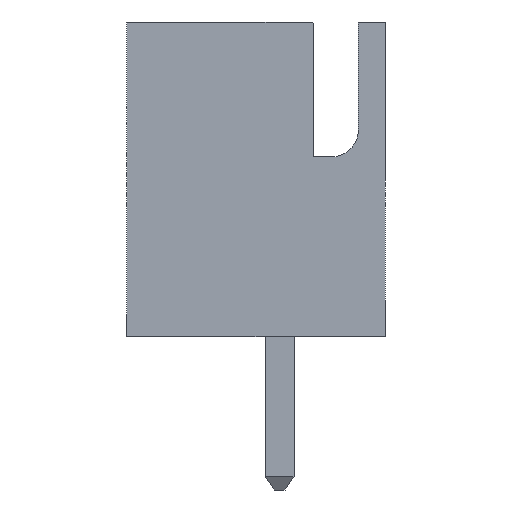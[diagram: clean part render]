
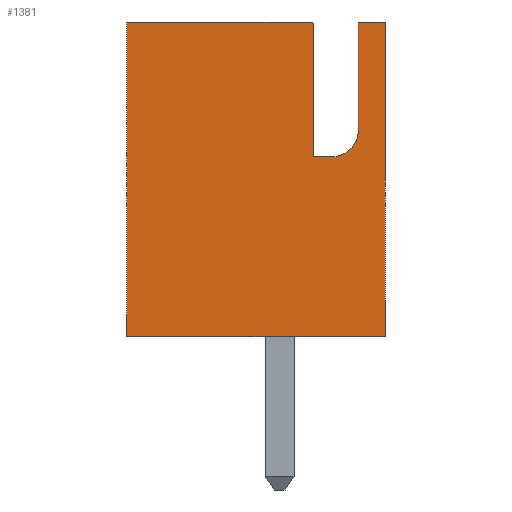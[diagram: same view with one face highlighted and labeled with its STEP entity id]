
A CAD part, left-side view. The second image highlights one B-rep face of the part: STEP entity #1381.
In plain terms, the highlighted planar face has unit normal (-1, 0, 0).
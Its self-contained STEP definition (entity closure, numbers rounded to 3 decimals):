
#279 = VERTEX_POINT('',#280);
#280 = CARTESIAN_POINT('',(-6.2,-2.875,0.));
#286 = EDGE_CURVE('',#279,#287,#289,.T.);
#287 = VERTEX_POINT('',#288);
#288 = CARTESIAN_POINT('',(-6.2,-2.875,7.));
#289 = LINE('',#290,#291);
#290 = CARTESIAN_POINT('',(-6.2,-2.875,0.));
#291 = VECTOR('',#292,1.);
#292 = DIRECTION('',(0.,0.,1.));
#1362 = VERTEX_POINT('',#1363);
#1363 = CARTESIAN_POINT('',(-6.2,-2.275,7.));
#1369 = EDGE_CURVE('',#1362,#287,#1370,.T.);
#1370 = LINE('',#1371,#1372);
#1371 = CARTESIAN_POINT('',(-6.2,2.875,7.));
#1372 = VECTOR('',#1373,1.);
#1373 = DIRECTION('',(0.,-1.,0.));
#1381 = ADVANCED_FACE('',(#1382),#1450,.F.);
#1382 = FACE_BOUND('',#1383,.F.);
#1383 = EDGE_LOOP('',(#1384,#1394,#1402,#1411,#1417,#1418,#1419,#1427,
    #1435,#1443));
#1384 = ORIENTED_EDGE('',*,*,#1385,.F.);
#1385 = EDGE_CURVE('',#1386,#1388,#1390,.T.);
#1386 = VERTEX_POINT('',#1387);
#1387 = CARTESIAN_POINT('',(-6.2,-1.275,4.));
#1388 = VERTEX_POINT('',#1389);
#1389 = CARTESIAN_POINT('',(-6.2,-1.275,6.95));
#1390 = LINE('',#1391,#1392);
#1391 = CARTESIAN_POINT('',(-6.2,-1.275,2.));
#1392 = VECTOR('',#1393,1.);
#1393 = DIRECTION('',(0.,0.,1.));
#1394 = ORIENTED_EDGE('',*,*,#1395,.F.);
#1395 = EDGE_CURVE('',#1396,#1386,#1398,.T.);
#1396 = VERTEX_POINT('',#1397);
#1397 = CARTESIAN_POINT('',(-6.2,-1.675,4.));
#1398 = LINE('',#1399,#1400);
#1399 = CARTESIAN_POINT('',(-6.2,0.6,4.));
#1400 = VECTOR('',#1401,1.);
#1401 = DIRECTION('',(0.,1.,0.));
#1402 = ORIENTED_EDGE('',*,*,#1403,.F.);
#1403 = EDGE_CURVE('',#1404,#1396,#1406,.T.);
#1404 = VERTEX_POINT('',#1405);
#1405 = CARTESIAN_POINT('',(-6.2,-2.275,4.6));
#1406 = CIRCLE('',#1407,0.6);
#1407 = AXIS2_PLACEMENT_3D('',#1408,#1409,#1410);
#1408 = CARTESIAN_POINT('',(-6.2,-1.675,4.6));
#1409 = DIRECTION('',(1.,0.,0.));
#1410 = DIRECTION('',(0.,1.,0.));
#1411 = ORIENTED_EDGE('',*,*,#1412,.F.);
#1412 = EDGE_CURVE('',#1362,#1404,#1413,.T.);
#1413 = LINE('',#1414,#1415);
#1414 = CARTESIAN_POINT('',(-6.2,-2.275,3.5));
#1415 = VECTOR('',#1416,1.);
#1416 = DIRECTION('',(0.,0.,-1.));
#1417 = ORIENTED_EDGE('',*,*,#1369,.T.);
#1418 = ORIENTED_EDGE('',*,*,#286,.F.);
#1419 = ORIENTED_EDGE('',*,*,#1420,.F.);
#1420 = EDGE_CURVE('',#1421,#279,#1423,.T.);
#1421 = VERTEX_POINT('',#1422);
#1422 = CARTESIAN_POINT('',(-6.2,2.875,0.));
#1423 = LINE('',#1424,#1425);
#1424 = CARTESIAN_POINT('',(-6.2,2.875,0.));
#1425 = VECTOR('',#1426,1.);
#1426 = DIRECTION('',(0.,-1.,0.));
#1427 = ORIENTED_EDGE('',*,*,#1428,.T.);
#1428 = EDGE_CURVE('',#1421,#1429,#1431,.T.);
#1429 = VERTEX_POINT('',#1430);
#1430 = CARTESIAN_POINT('',(-6.2,2.875,7.));
#1431 = LINE('',#1432,#1433);
#1432 = CARTESIAN_POINT('',(-6.2,2.875,0.));
#1433 = VECTOR('',#1434,1.);
#1434 = DIRECTION('',(0.,0.,1.));
#1435 = ORIENTED_EDGE('',*,*,#1436,.T.);
#1436 = EDGE_CURVE('',#1429,#1437,#1439,.T.);
#1437 = VERTEX_POINT('',#1438);
#1438 = CARTESIAN_POINT('',(-6.2,-1.225,7.));
#1439 = LINE('',#1440,#1441);
#1440 = CARTESIAN_POINT('',(-6.2,2.875,7.));
#1441 = VECTOR('',#1442,1.);
#1442 = DIRECTION('',(0.,-1.,0.));
#1443 = ORIENTED_EDGE('',*,*,#1444,.T.);
#1444 = EDGE_CURVE('',#1437,#1388,#1445,.T.);
#1445 = CIRCLE('',#1446,0.05);
#1446 = AXIS2_PLACEMENT_3D('',#1447,#1448,#1449);
#1447 = CARTESIAN_POINT('',(-6.2,-1.225,6.95));
#1448 = DIRECTION('',(1.,-0.,0.));
#1449 = DIRECTION('',(0.,0.,-1.));
#1450 = PLANE('',#1451);
#1451 = AXIS2_PLACEMENT_3D('',#1452,#1453,#1454);
#1452 = CARTESIAN_POINT('',(-6.2,2.875,0.));
#1453 = DIRECTION('',(1.,0.,0.));
#1454 = DIRECTION('',(0.,-1.,0.));
